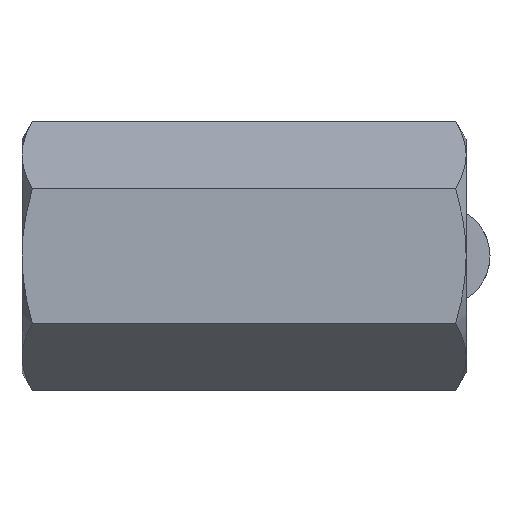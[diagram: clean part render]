
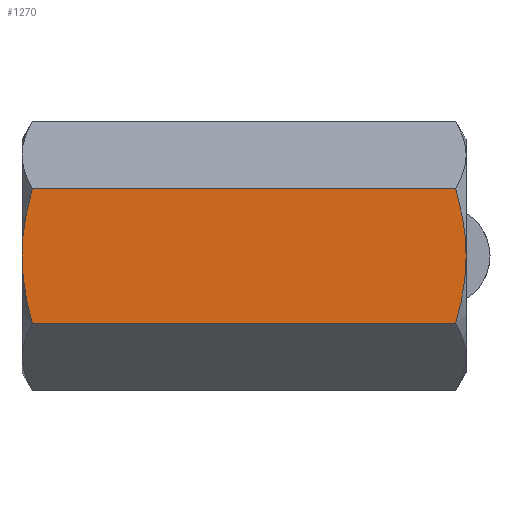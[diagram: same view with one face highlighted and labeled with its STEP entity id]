
A CAD part, front view. The second image highlights one B-rep face of the part: STEP entity #1270.
In plain terms, the highlighted planar face has unit normal (0, -1, 0).
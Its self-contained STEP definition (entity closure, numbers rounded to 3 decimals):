
#72 = AXIS2_PLACEMENT_3D ( 'NONE', #685, #684, #683 ) ;
#268 = EDGE_LOOP ( 'NONE', ( #365, #366, #367, #368, #362, #360 ) ) ;
#311 = VERTEX_POINT ( 'NONE', #558 ) ;
#331 = VERTEX_POINT ( 'NONE', #650 ) ;
#360 = ORIENTED_EDGE ( 'NONE', *, *, #1302, .F. ) ;
#362 = ORIENTED_EDGE ( 'NONE', *, *, #1743, .F. ) ;
#364 = B_SPLINE_CURVE_WITH_KNOTS ( 'NONE', 3,
 ( #1416, #1408, #1674, #1673, #1671, #1630, #1417, #1435 ),
 .UNSPECIFIED., .F., .F.,
 ( 4, 2, 2, 4 ),
 ( 0.031, 0.034, 0.035, 0.037 ),
 .UNSPECIFIED. ) ;
#365 = ORIENTED_EDGE ( 'NONE', *, *, #1299, .F. ) ;
#366 = ORIENTED_EDGE ( 'NONE', *, *, #1297, .T. ) ;
#367 = ORIENTED_EDGE ( 'NONE', *, *, #1300, .T. ) ;
#368 = ORIENTED_EDGE ( 'NONE', *, *, #1301, .T. ) ;
#380 = VERTEX_POINT ( 'NONE', #607 ) ;
#404 = B_SPLINE_CURVE_WITH_KNOTS ( 'NONE', 3,
 ( #1711, #1666, #1464, #1691, #1690, #1455 ),
 .UNSPECIFIED., .F., .F.,
 ( 4, 2, 4 ),
 ( 0.037, 0.04, 0.043 ),
 .UNSPECIFIED. ) ;
#418 = B_SPLINE_CURVE_WITH_KNOTS ( 'NONE', 3,
 ( #1613, #1623, #1562, #1676, #1434, #1590 ),
 .UNSPECIFIED., .F., .F.,
 ( 4, 2, 4 ),
 ( 0.037, 0.04, 0.043 ),
 .UNSPECIFIED. ) ;
#424 = B_SPLINE_CURVE_WITH_KNOTS ( 'NONE', 3,
 ( #1689, #1718, #1712, #1612, #1611, #1722, #1628, #1627 ),
 .UNSPECIFIED., .F., .F.,
 ( 4, 2, 2, 4 ),
 ( 0.031, 0.034, 0.035, 0.037 ),
 .UNSPECIFIED. ) ;
#453 = VERTEX_POINT ( 'NONE', #528 ) ;
#464 = VERTEX_POINT ( 'NONE', #512 ) ;
#487 = VERTEX_POINT ( 'NONE', #956 ) ;
#512 = CARTESIAN_POINT ( 'NONE',  ( -20., -10.5, 0. ) ) ;
#528 = CARTESIAN_POINT ( 'NONE',  ( 19.062, -10.5, 6.062 ) ) ;
#558 = CARTESIAN_POINT ( 'NONE',  ( 19.062, -10.5, -6.062 ) ) ;
#607 = CARTESIAN_POINT ( 'NONE',  ( -19.062, -10.5, 6.062 ) ) ;
#650 = CARTESIAN_POINT ( 'NONE',  ( 20., -10.5, 0. ) ) ;
#683 = DIRECTION ( 'NONE',  ( 0., 0., 1. ) ) ;
#684 = DIRECTION ( 'NONE',  ( 0., 1., 0. ) ) ;
#685 = CARTESIAN_POINT ( 'NONE',  ( 20., -10.5, 6.062 ) ) ;
#694 = PLANE ( 'NONE',  #72 ) ;
#956 = CARTESIAN_POINT ( 'NONE',  ( -19.062, -10.5, -6.062 ) ) ;
#1083 = FACE_OUTER_BOUND ( 'NONE', #268, .T. ) ;
#1116 = VECTOR ( 'NONE', #1719, 1000. ) ;
#1126 = LINE ( 'NONE', #1506, #1116 ) ;
#1237 = VECTOR ( 'NONE', #1479, 1000. ) ;
#1239 = LINE ( 'NONE', #1466, #1237 ) ;
#1270 = ADVANCED_FACE ( 'NONE', ( #1083 ), #694, .F. ) ;
#1297 = EDGE_CURVE ( 'NONE', #453, #380, #1126, .T. ) ;
#1299 = EDGE_CURVE ( 'NONE', #453, #331, #424, .T. ) ;
#1300 = EDGE_CURVE ( 'NONE', #380, #464, #364, .T. ) ;
#1301 = EDGE_CURVE ( 'NONE', #464, #487, #418, .T. ) ;
#1302 = EDGE_CURVE ( 'NONE', #331, #311, #404, .T. ) ;
#1408 = CARTESIAN_POINT ( 'NONE',  ( -19.345, -10.5, 5.082 ) ) ;
#1416 = CARTESIAN_POINT ( 'NONE',  ( -19.062, -10.5, 6.062 ) ) ;
#1417 = CARTESIAN_POINT ( 'NONE',  ( -20., -10.5, 0.513 ) ) ;
#1434 = CARTESIAN_POINT ( 'NONE',  ( -19.347, -10.5, -5.075 ) ) ;
#1435 = CARTESIAN_POINT ( 'NONE',  ( -20., -10.5, 0. ) ) ;
#1455 = CARTESIAN_POINT ( 'NONE',  ( 19.062, -10.5, -6.062 ) ) ;
#1464 = CARTESIAN_POINT ( 'NONE',  ( 19.912, -10.5, -2.043 ) ) ;
#1466 = CARTESIAN_POINT ( 'NONE',  ( 20., -10.5, -6.062 ) ) ;
#1479 = DIRECTION ( 'NONE',  ( -1., 0., 0. ) ) ;
#1506 = CARTESIAN_POINT ( 'NONE',  ( 20., -10.5, 6.062 ) ) ;
#1562 = CARTESIAN_POINT ( 'NONE',  ( -19.912, -10.5, -2.043 ) ) ;
#1590 = CARTESIAN_POINT ( 'NONE',  ( -19.062, -10.5, -6.062 ) ) ;
#1611 = CARTESIAN_POINT ( 'NONE',  ( 19.891, -10.5, 2.06 ) ) ;
#1612 = CARTESIAN_POINT ( 'NONE',  ( 19.827, -10.5, 2.571 ) ) ;
#1613 = CARTESIAN_POINT ( 'NONE',  ( -20., -10.5, 0. ) ) ;
#1623 = CARTESIAN_POINT ( 'NONE',  ( -20., -10.5, -1.025 ) ) ;
#1627 = CARTESIAN_POINT ( 'NONE',  ( 20., -10.5, 0. ) ) ;
#1628 = CARTESIAN_POINT ( 'NONE',  ( 20., -10.5, 0.513 ) ) ;
#1630 = CARTESIAN_POINT ( 'NONE',  ( -19.978, -10.5, 1.028 ) ) ;
#1666 = CARTESIAN_POINT ( 'NONE',  ( 20., -10.5, -1.025 ) ) ;
#1671 = CARTESIAN_POINT ( 'NONE',  ( -19.891, -10.5, 2.06 ) ) ;
#1673 = CARTESIAN_POINT ( 'NONE',  ( -19.827, -10.5, 2.571 ) ) ;
#1674 = CARTESIAN_POINT ( 'NONE',  ( -19.581, -10.5, 4.089 ) ) ;
#1676 = CARTESIAN_POINT ( 'NONE',  ( -19.586, -10.5, -4.066 ) ) ;
#1689 = CARTESIAN_POINT ( 'NONE',  ( 19.062, -10.5, 6.062 ) ) ;
#1690 = CARTESIAN_POINT ( 'NONE',  ( 19.347, -10.5, -5.075 ) ) ;
#1691 = CARTESIAN_POINT ( 'NONE',  ( 19.586, -10.5, -4.066 ) ) ;
#1711 = CARTESIAN_POINT ( 'NONE',  ( 20., -10.5, 0. ) ) ;
#1712 = CARTESIAN_POINT ( 'NONE',  ( 19.581, -10.5, 4.089 ) ) ;
#1718 = CARTESIAN_POINT ( 'NONE',  ( 19.345, -10.5, 5.082 ) ) ;
#1719 = DIRECTION ( 'NONE',  ( -1., 0., 0. ) ) ;
#1722 = CARTESIAN_POINT ( 'NONE',  ( 19.978, -10.5, 1.028 ) ) ;
#1743 = EDGE_CURVE ( 'NONE', #311, #487, #1239, .T. ) ;
